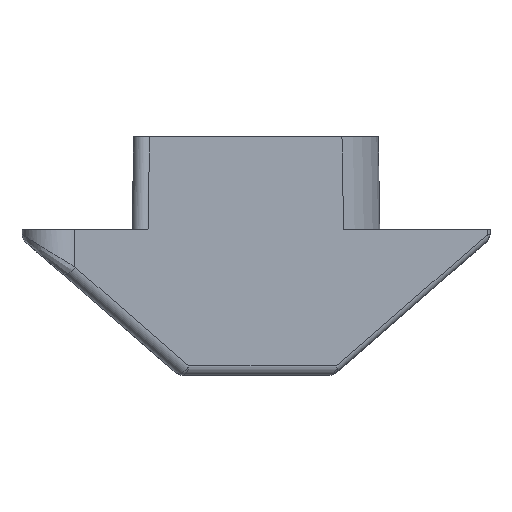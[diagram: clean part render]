
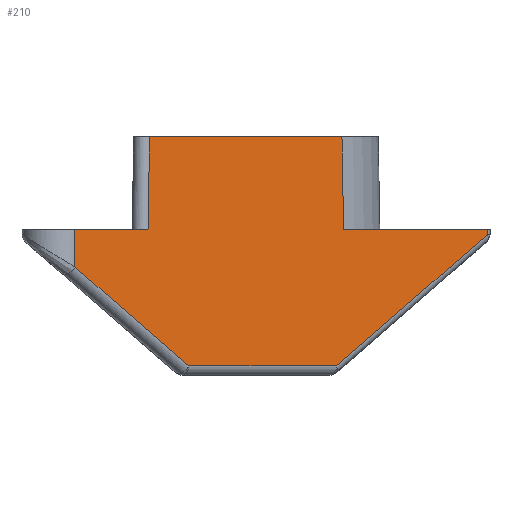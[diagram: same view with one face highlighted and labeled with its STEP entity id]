
A CAD part, left-side view. The second image highlights one B-rep face of the part: STEP entity #210.
In plain terms, the highlighted planar face has unit normal (-0.707, -0.707, 0).
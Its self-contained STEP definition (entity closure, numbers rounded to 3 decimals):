
#210=ADVANCED_FACE('',(#266),#267,.F.);
#266=FACE_OUTER_BOUND('',#386,.T.);
#267=PLANE('',#387);
#386=EDGE_LOOP('',(#614,#615,#616,#617,#618,#619,#620,#621,#622,#623));
#387=AXIS2_PLACEMENT_3D('',#624,#625,#626);
#614=ORIENTED_EDGE('',*,*,#883,.F.);
#615=ORIENTED_EDGE('',*,*,#884,.F.);
#616=ORIENTED_EDGE('',*,*,#885,.F.);
#617=ORIENTED_EDGE('',*,*,#886,.F.);
#618=ORIENTED_EDGE('',*,*,#824,.F.);
#619=ORIENTED_EDGE('',*,*,#887,.F.);
#620=ORIENTED_EDGE('',*,*,#888,.F.);
#621=ORIENTED_EDGE('',*,*,#889,.F.);
#622=ORIENTED_EDGE('',*,*,#890,.F.);
#623=ORIENTED_EDGE('',*,*,#891,.F.);
#624=CARTESIAN_POINT('',(4.471,-10.057,-4.7));
#625=DIRECTION('',(0.707,0.707,0.));
#626=DIRECTION('',(-0.707,0.707,0.));
#824=EDGE_CURVE('',#913,#914,#915,.T.);
#883=EDGE_CURVE('',#1015,#1016,#1017,.T.);
#884=EDGE_CURVE('',#1018,#1015,#1019,.F.);
#885=EDGE_CURVE('',#1020,#1018,#1021,.T.);
#886=EDGE_CURVE('',#914,#1020,#1022,.F.);
#887=EDGE_CURVE('',#1023,#913,#1024,.T.);
#888=EDGE_CURVE('',#983,#1023,#1025,.T.);
#889=EDGE_CURVE('',#1026,#983,#1027,.T.);
#890=EDGE_CURVE('',#1028,#1026,#1029,.F.);
#891=EDGE_CURVE('',#1016,#1028,#1030,.F.);
#913=VERTEX_POINT('',#1055);
#914=VERTEX_POINT('',#1056);
#915=LINE('',#1057,#1058);
#983=VERTEX_POINT('',#1197);
#1015=VERTEX_POINT('',#1246);
#1016=VERTEX_POINT('',#1247);
#1017=LINE('',#1248,#1249);
#1018=VERTEX_POINT('',#1250);
#1019=LINE('',#1251,#1252);
#1020=VERTEX_POINT('',#1253);
#1021=LINE('',#1254,#1255);
#1022=LINE('',#1256,#1257);
#1023=VERTEX_POINT('',#1258);
#1024=LINE('',#1259,#1260);
#1025=LINE('',#1261,#1262);
#1026=VERTEX_POINT('',#1263);
#1027=LINE('',#1264,#1265);
#1028=VERTEX_POINT('',#1266);
#1029=LINE('',#1267,#1268);
#1030=LINE('',#1269,#1270);
#1055=CARTESIAN_POINT('',(-11.441,5.855,-1.202));
#1056=CARTESIAN_POINT('',(-11.441,5.855,0.));
#1057=CARTESIAN_POINT('',(-11.441,5.855,-4.7));
#1058=VECTOR('',#1298,1.0);
#1197=CARTESIAN_POINT('',(-2.986,-2.6,-4.4));
#1246=CARTESIAN_POINT('',(-2.808,-2.778,3.0));
#1247=CARTESIAN_POINT('',(-2.756,-2.83,0.));
#1248=CARTESIAN_POINT('',(-2.808,-2.778,3.0));
#1249=VECTOR('',#1388,1.0);
#1250=CARTESIAN_POINT('',(-9.024,3.438,3.0));
#1251=CARTESIAN_POINT('',(4.471,-10.057,3.0));
#1252=VECTOR('',#1389,1.0);
#1253=CARTESIAN_POINT('',(-9.076,3.49,0.));
#1254=CARTESIAN_POINT('',(-9.076,3.49,0.));
#1255=VECTOR('',#1390,1.0);
#1256=CARTESIAN_POINT('',(4.471,-10.057,0.));
#1257=VECTOR('',#1391,1.0);
#1258=CARTESIAN_POINT('',(-7.762,2.176,-4.4));
#1259=CARTESIAN_POINT('',(-7.762,2.176,-4.4));
#1260=VECTOR('',#1392,1.0);
#1261=CARTESIAN_POINT('',(4.471,-10.057,-4.4));
#1262=VECTOR('',#1393,1.0);
#1263=CARTESIAN_POINT('',(1.888,-7.474,-0.163));
#1264=CARTESIAN_POINT('',(1.888,-7.474,-0.163));
#1265=VECTOR('',#1394,1.0);
#1266=CARTESIAN_POINT('',(1.888,-7.474,0.));
#1267=CARTESIAN_POINT('',(1.888,-7.474,-4.7));
#1268=VECTOR('',#1395,1.0);
#1269=CARTESIAN_POINT('',(4.471,-10.057,0.));
#1270=VECTOR('',#1396,1.0);
#1298=DIRECTION('',(0.,0.,1.0));
#1388=DIRECTION('',(0.017,-0.017,-1.));
#1389=DIRECTION('',(-0.707,0.707,0.));
#1390=DIRECTION('',(0.017,-0.017,1.));
#1391=DIRECTION('',(-0.707,0.707,0.));
#1392=DIRECTION('',(-0.602,0.602,0.524));
#1393=DIRECTION('',(-0.707,0.707,0.));
#1394=DIRECTION('',(-0.602,0.602,-0.524));
#1395=DIRECTION('',(0.,0.,1.0));
#1396=DIRECTION('',(-0.707,0.707,0.));
